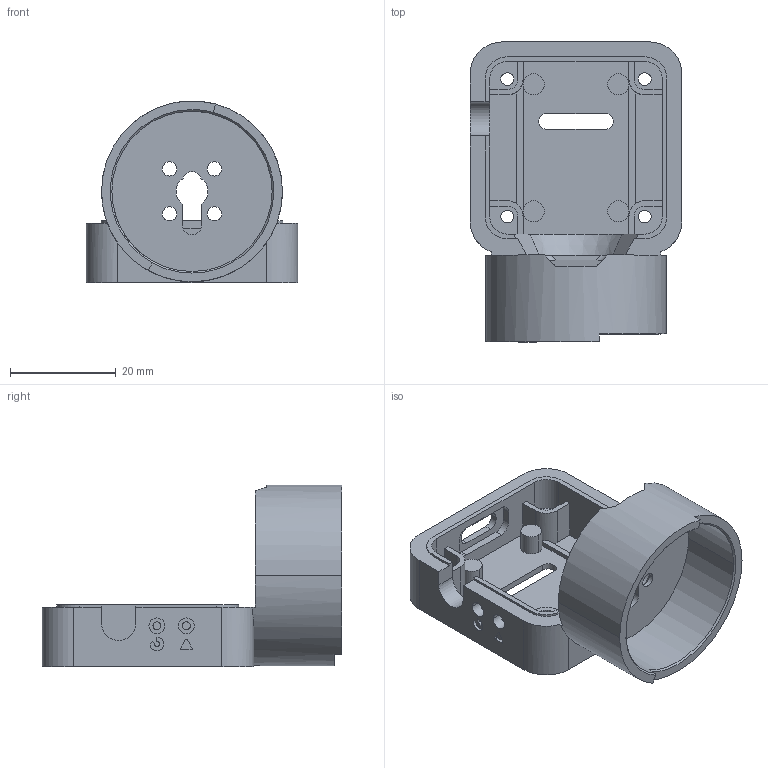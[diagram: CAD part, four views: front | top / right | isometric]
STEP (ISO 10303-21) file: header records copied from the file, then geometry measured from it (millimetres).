
FILE_DESCRIPTION((''),'2;1');
FILE_NAME('RECAMERA-GIMBALCOVER-4040_20','2024-12-10T14:21:45',('29904'),(''),'CREO PARAMETRIC BY PTC INC, 2024063','CREO PARAMETRIC BY PTC INC, 2024063','');
FILE_SCHEMA(('CONFIG_CONTROL_DESIGN'));
Length unit declared in the file: millimetre
Products named in the file (1): RECAMERA-GIMBALCOVER-4040_20
Bounding box: 40 x 56.7 x 34.36 mm (x, y, z)
Volume: 11447.1 mm3; surface area: 11271.1 mm2
Topology: 1 solids, 1 shells, 228 faces, 668 edges, 456 vertices
Faces by surface type: cylinder 106, plane 103, cone 19
Entity records: 7857 total; most frequent: DIRECTION 1412, CARTESIAN_POINT 1392, ORIENTED_EDGE 1336, EDGE_CURVE 668, AXIS2_PLACEMENT_3D 525, VERTEX_POINT 456, VECTOR 362, LINE 362
